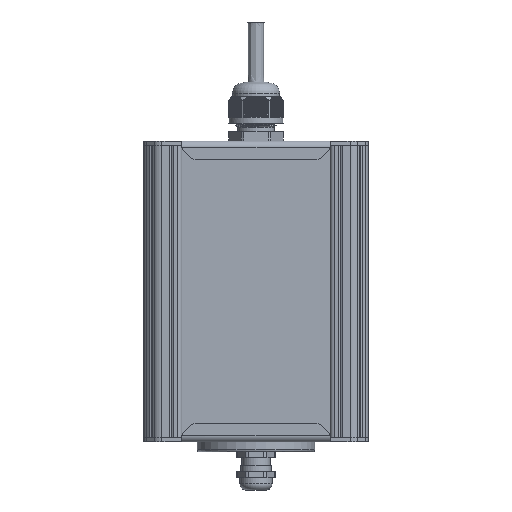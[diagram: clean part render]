
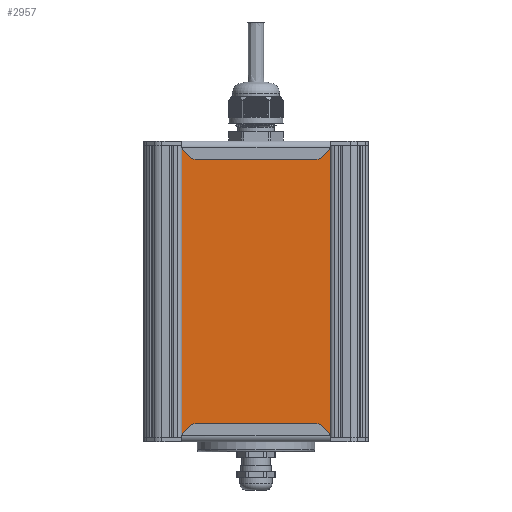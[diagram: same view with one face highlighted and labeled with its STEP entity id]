
A CAD part, front view. The second image highlights one B-rep face of the part: STEP entity #2957.
In plain terms, the highlighted face is planar.
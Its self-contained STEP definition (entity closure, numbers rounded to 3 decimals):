
#2957=ADVANCED_FACE('',(#9989),#9991,.T.);
#9989=FACE_BOUND('',#9990,.T.);
#9990=EDGE_LOOP('',(#36375,#36376,#36377,#36378));
#9991=PLANE('',#9992);
#9992=AXIS2_PLACEMENT_3D('',#9993,#9994,#9995);
#9993=CARTESIAN_POINT('',(120.465,593.492,117.308));
#9994=DIRECTION('',(0.,0.,-1.));
#9995=DIRECTION('',(0.,1.,0.));
#36375=ORIENTED_EDGE('',*,*,#42673,.T.);
#36376=ORIENTED_EDGE('',*,*,#42672,.F.);
#36377=ORIENTED_EDGE('',*,*,#42674,.T.);
#36378=ORIENTED_EDGE('',*,*,#42675,.T.);
#42672=EDGE_CURVE('',#48182,#48180,#48184,.T.);
#42673=EDGE_CURVE('',#48185,#48180,#48186,.T.);
#42674=EDGE_CURVE('',#48182,#48187,#48188,.T.);
#42675=EDGE_CURVE('',#48187,#48185,#48189,.T.);
#48180=VERTEX_POINT('',#67830);
#48182=VERTEX_POINT('',#67834);
#48184=LINE('',#67838,#67839);
#48185=VERTEX_POINT('',#67841);
#48186=LINE('',#67842,#67843);
#48187=VERTEX_POINT('',#67845);
#48188=LINE('',#67846,#67847);
#48189=LINE('',#67849,#67850);
#67830=CARTESIAN_POINT('',(266.465,593.492,117.308));
#67834=CARTESIAN_POINT('',(120.465,593.492,117.308));
#67838=CARTESIAN_POINT('',(120.465,593.492,117.308));
#67839=VECTOR('',#67840,1.);
#67840=DIRECTION('',(1.,0.,0.));
#67841=CARTESIAN_POINT('',(266.465,679.838,117.308));
#67842=CARTESIAN_POINT('',(266.465,679.838,117.308));
#67843=VECTOR('',#67844,1.);
#67844=DIRECTION('',(0.,-1.,0.));
#67845=CARTESIAN_POINT('',(120.465,679.838,117.308));
#67846=CARTESIAN_POINT('',(120.465,593.492,117.308));
#67847=VECTOR('',#67848,1.);
#67848=DIRECTION('',(0.,1.,0.));
#67849=CARTESIAN_POINT('',(120.465,679.838,117.308));
#67850=VECTOR('',#67851,1.);
#67851=DIRECTION('',(1.,0.,0.));
